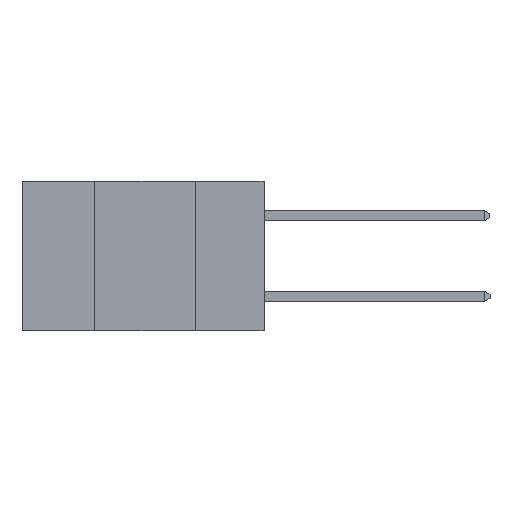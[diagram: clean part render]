
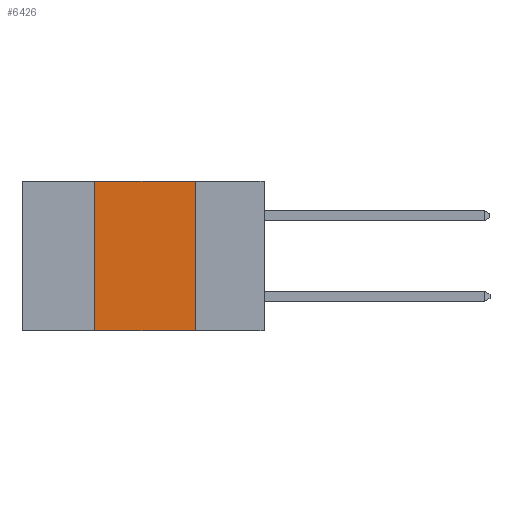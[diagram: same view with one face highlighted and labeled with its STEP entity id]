
A CAD part, left-side view. The second image highlights one B-rep face of the part: STEP entity #6426.
In plain terms, the highlighted planar face has unit normal (-1, 0, 0).
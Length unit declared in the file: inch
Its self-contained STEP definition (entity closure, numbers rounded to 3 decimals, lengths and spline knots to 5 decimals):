
#178 = CARTESIAN_POINT ( 'NONE',  ( 0., 0.6, 0. ) ) ;
#608 = ORIENTED_EDGE ( 'NONE', *, *, #6697, .F. ) ;
#1083 = DIRECTION ( 'NONE',  ( 0., 0., -1. ) ) ;
#1203 = LINE ( 'NONE', #7412, #3164 ) ;
#1550 = DIRECTION ( 'NONE',  ( 0., -1., 0. ) ) ;
#1605 = VERTEX_POINT ( 'NONE', #4328 ) ;
#1660 = FACE_OUTER_BOUND ( 'NONE', #4486, .T. ) ;
#1665 = AXIS2_PLACEMENT_3D ( 'NONE', #178, #6010, #1083 ) ;
#2170 = VECTOR ( 'NONE', #10021, 39.37008 ) ;
#2554 = CARTESIAN_POINT ( 'NONE',  ( 0., 0.17, -0.37 ) ) ;
#2823 = ORIENTED_EDGE ( 'NONE', *, *, #8576, .F. ) ;
#3164 = VECTOR ( 'NONE', #3219, 39.37008 ) ;
#3219 = DIRECTION ( 'NONE',  ( 0., 0., 1. ) ) ;
#3290 = CARTESIAN_POINT ( 'NONE',  ( 0., 0.6, -0.37 ) ) ;
#3429 = VERTEX_POINT ( 'NONE', #8452 ) ;
#4278 = CARTESIAN_POINT ( 'NONE',  ( 0., 0.42, 0. ) ) ;
#4328 = CARTESIAN_POINT ( 'NONE',  ( 0., 0.17, 0. ) ) ;
#4486 = EDGE_LOOP ( 'NONE', ( #608, #2823, #5670, #8311 ) ) ;
#5200 = PLANE ( 'NONE',  #1665 ) ;
#5670 = ORIENTED_EDGE ( 'NONE', *, *, #8591, .F. ) ;
#5852 = VECTOR ( 'NONE', #1550, 39.37008 ) ;
#6010 = DIRECTION ( 'NONE',  ( 1., 0., 0. ) ) ;
#6426 = ADVANCED_FACE ( 'NONE', ( #1660 ), #5200, .F. ) ;
#6697 = EDGE_CURVE ( 'NONE', #1605, #9269, #10695, .T. ) ;
#7412 = CARTESIAN_POINT ( 'NONE',  ( 0., 0.42, -0.37 ) ) ;
#7643 = VERTEX_POINT ( 'NONE', #4278 ) ;
#7936 = LINE ( 'NONE', #9111, #5852 ) ;
#8311 = ORIENTED_EDGE ( 'NONE', *, *, #8639, .T. ) ;
#8452 = CARTESIAN_POINT ( 'NONE',  ( 0., 0.42, -0.37 ) ) ;
#8576 = EDGE_CURVE ( 'NONE', #7643, #1605, #7936, .T. ) ;
#8591 = EDGE_CURVE ( 'NONE', #3429, #7643, #1203, .T. ) ;
#8639 = EDGE_CURVE ( 'NONE', #3429, #9269, #9333, .T. ) ;
#9097 = VECTOR ( 'NONE', #9186, 39.37008 ) ;
#9111 = CARTESIAN_POINT ( 'NONE',  ( 0., 0.6, 0. ) ) ;
#9186 = DIRECTION ( 'NONE',  ( 0., -1., 0. ) ) ;
#9269 = VERTEX_POINT ( 'NONE', #10646 ) ;
#9333 = LINE ( 'NONE', #3290, #9097 ) ;
#10021 = DIRECTION ( 'NONE',  ( 0., 0., -1. ) ) ;
#10646 = CARTESIAN_POINT ( 'NONE',  ( 0., 0.17, -0.37 ) ) ;
#10695 = LINE ( 'NONE', #2554, #2170 ) ;
